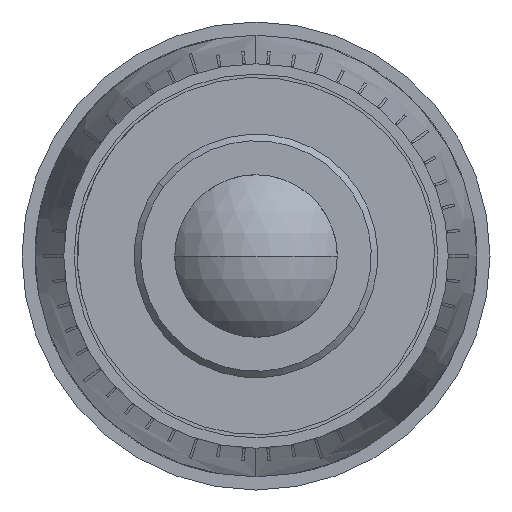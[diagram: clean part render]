
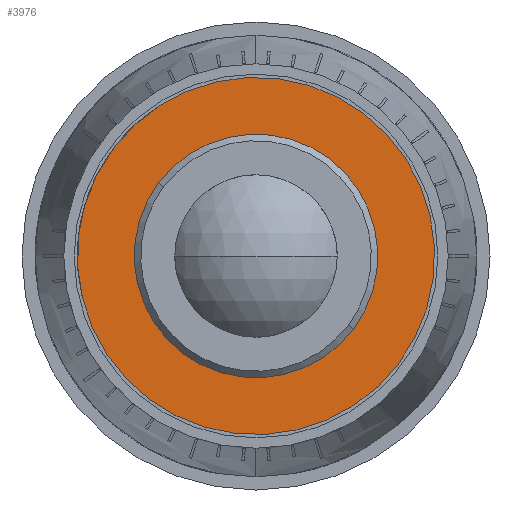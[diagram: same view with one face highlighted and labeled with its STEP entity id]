
A CAD part, left-side view. The second image highlights one B-rep face of the part: STEP entity #3976.
In plain terms, the highlighted planar face has unit normal (-1, 0, 0).
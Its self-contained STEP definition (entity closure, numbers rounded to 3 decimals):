
#100 = DIRECTION ( 'NONE',  ( 0., 0.795, 0.607 ) ) ;
#598 = CARTESIAN_POINT ( 'NONE',  ( -19.132, 3.811, 2.856 ) ) ;
#1818 = CARTESIAN_POINT ( 'NONE',  ( -19.132, 4.189, -5.59 ) ) ;
#2337 = AXIS2_PLACEMENT_3D ( 'NONE', #41487, #97043, #49452 ) ;
#2799 = VECTOR ( 'NONE', #100, 1000. ) ;
#2934 = VERTEX_POINT ( 'NONE', #81820 ) ;
#3976 = ADVANCED_FACE ( 'NONE', ( #62935, #23128 ), #17444, .F. ) ;
#6093 = DIRECTION ( 'NONE',  ( 0., 0.8, 0.6 ) ) ;
#8838 = ORIENTED_EDGE ( 'NONE', *, *, #76950, .T. ) ;
#9771 = DIRECTION ( 'NONE',  ( 0., -0.8, -0.6 ) ) ;
#11989 = CIRCLE ( 'NONE', #53887, 6.972 ) ;
#12394 = EDGE_LOOP ( 'NONE', ( #39863, #54326, #87622, #8838, #72167 ) ) ;
#12625 = CIRCLE ( 'NONE', #19617, 6.985 ) ;
#14075 = AXIS2_PLACEMENT_3D ( 'NONE', #15768, #71361, #23761 ) ;
#14474 = CARTESIAN_POINT ( 'NONE',  ( -19.132, 5.617, 4.13 ) ) ;
#15768 = CARTESIAN_POINT ( 'NONE',  ( -19.132, 0., 0. ) ) ;
#17444 = PLANE ( 'NONE',  #78676 ) ;
#19617 = AXIS2_PLACEMENT_3D ( 'NONE', #101242, #53678, #6093 ) ;
#20048 = CIRCLE ( 'NONE', #90188, 4.763 ) ;
#21231 = VERTEX_POINT ( 'NONE', #85021 ) ;
#21829 = VERTEX_POINT ( 'NONE', #40742 ) ;
#23120 = ORIENTED_EDGE ( 'NONE', *, *, #43588, .F. ) ;
#23128 = FACE_BOUND ( 'NONE', #78510, .T. ) ;
#23761 = DIRECTION ( 'NONE',  ( 0., 0.8, 0.6 ) ) ;
#23905 = LINE ( 'NONE', #55706, #2799 ) ;
#23966 = DIRECTION ( 'NONE',  ( -1., 0., 0. ) ) ;
#27972 = CARTESIAN_POINT ( 'NONE',  ( -19.132, -3.811, -2.856 ) ) ;
#37076 = DIRECTION ( 'NONE',  ( -1., 0., 0. ) ) ;
#39863 = ORIENTED_EDGE ( 'NONE', *, *, #51024, .T. ) ;
#40742 = CARTESIAN_POINT ( 'NONE',  ( -19.132, 5.541, 4.232 ) ) ;
#41487 = CARTESIAN_POINT ( 'NONE',  ( -19.132, 0., 0. ) ) ;
#43588 = EDGE_CURVE ( 'NONE', #63779, #93543, #20048, .T. ) ;
#49452 = DIRECTION ( 'NONE',  ( 0., 0.8, 0.6 ) ) ;
#51024 = EDGE_CURVE ( 'NONE', #2934, #79673, #12625, .T. ) ;
#52255 = EDGE_CURVE ( 'NONE', #82283, #2934, #95665, .T. ) ;
#53678 = DIRECTION ( 'NONE',  ( -1., 0., 0. ) ) ;
#53887 = AXIS2_PLACEMENT_3D ( 'NONE', #84687, #37076, #92659 ) ;
#54326 = ORIENTED_EDGE ( 'NONE', *, *, #96228, .F. ) ;
#55706 = CARTESIAN_POINT ( 'NONE',  ( -19.132, 5.551, 4.239 ) ) ;
#56853 = EDGE_CURVE ( 'NONE', #93543, #63779, #84789, .T. ) ;
#57411 = DIRECTION ( 'NONE',  ( 1., 0., 0. ) ) ;
#62935 = FACE_OUTER_BOUND ( 'NONE', #12394, .T. ) ;
#63779 = VERTEX_POINT ( 'NONE', #27972 ) ;
#64170 = CIRCLE ( 'NONE', #14075, 6.972 ) ;
#71361 = DIRECTION ( 'NONE',  ( -1., 0., 0. ) ) ;
#71497 = CARTESIAN_POINT ( 'NONE',  ( -19.132, 5.628, 4.138 ) ) ;
#71564 = CARTESIAN_POINT ( 'NONE',  ( -19.132, 0., 0. ) ) ;
#71799 = CARTESIAN_POINT ( 'NONE',  ( -19.132, 5.551, 4.239 ) ) ;
#72167 = ORIENTED_EDGE ( 'NONE', *, *, #52255, .T. ) ;
#76950 = EDGE_CURVE ( 'NONE', #21231, #82283, #11989, .T. ) ;
#78510 = EDGE_LOOP ( 'NONE', ( #96828, #23120 ) ) ;
#78676 = AXIS2_PLACEMENT_3D ( 'NONE', #1818, #57411, #9771 ) ;
#79543 = DIRECTION ( 'NONE',  ( 0., 0.8, 0.6 ) ) ;
#79673 = VERTEX_POINT ( 'NONE', #71799 ) ;
#81820 = CARTESIAN_POINT ( 'NONE',  ( -19.132, 5.628, 4.138 ) ) ;
#82283 = VERTEX_POINT ( 'NONE', #14474 ) ;
#84687 = CARTESIAN_POINT ( 'NONE',  ( -19.132, 0., 0. ) ) ;
#84789 = CIRCLE ( 'NONE', #2337, 4.763 ) ;
#85021 = CARTESIAN_POINT ( 'NONE',  ( -19.132, 5.58, 4.181 ) ) ;
#85392 = EDGE_CURVE ( 'NONE', #21829, #21231, #64170, .T. ) ;
#87463 = DIRECTION ( 'NONE',  ( 0., 0.806, 0.592 ) ) ;
#87622 = ORIENTED_EDGE ( 'NONE', *, *, #85392, .T. ) ;
#90188 = AXIS2_PLACEMENT_3D ( 'NONE', #71564, #23966, #79543 ) ;
#92659 = DIRECTION ( 'NONE',  ( 0., 0.8, 0.6 ) ) ;
#93543 = VERTEX_POINT ( 'NONE', #598 ) ;
#95665 = LINE ( 'NONE', #71497, #103126 ) ;
#96228 = EDGE_CURVE ( 'NONE', #21829, #79673, #23905, .T. ) ;
#96828 = ORIENTED_EDGE ( 'NONE', *, *, #56853, .F. ) ;
#97043 = DIRECTION ( 'NONE',  ( -1., 0., 0. ) ) ;
#101242 = CARTESIAN_POINT ( 'NONE',  ( -19.132, 0., 0. ) ) ;
#103126 = VECTOR ( 'NONE', #87463, 1000. ) ;
